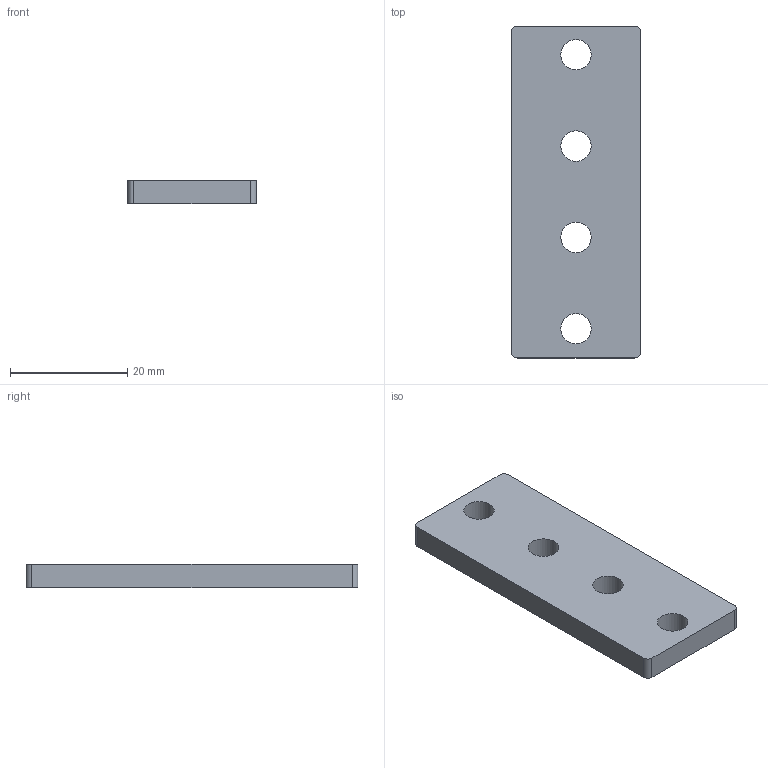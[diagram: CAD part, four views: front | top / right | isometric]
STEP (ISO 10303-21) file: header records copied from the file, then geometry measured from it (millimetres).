
FILE_DESCRIPTION(('FreeCAD Model'),'2;1');
FILE_NAME('串联.step', '2019-06-28T18:44:51',('Author'),(''), 'Open CASCADE STEP processor 7.3','FreeCAD','Unknown');
FILE_SCHEMA(('AUTOMOTIVE_DESIGN { 1 0 10303 214 1 1 1 1 }'));
Length unit declared in the file: millimetre
Products named in the file (1): ????
Bounding box: 22 x 56.7 x 4 mm (x, y, z)
Volume: 4646.4 mm3; surface area: 3207.3 mm2
Topology: 1 solids, 1 shells, 18 faces, 54 edges, 40 vertices
Faces by surface type: plane 10, cylinder 8
Full cylindrical faces by diameter (mm): 5.2 x4
Entity records: 786 total; most frequent: CARTESIAN_POINT 113, DIRECTION 108, ORIENTED_EDGE 108, EDGE_CURVE 54, VERTEX_POINT 40, LINE 38, VECTOR 38, AXIS2_PLACEMENT_3D 35
